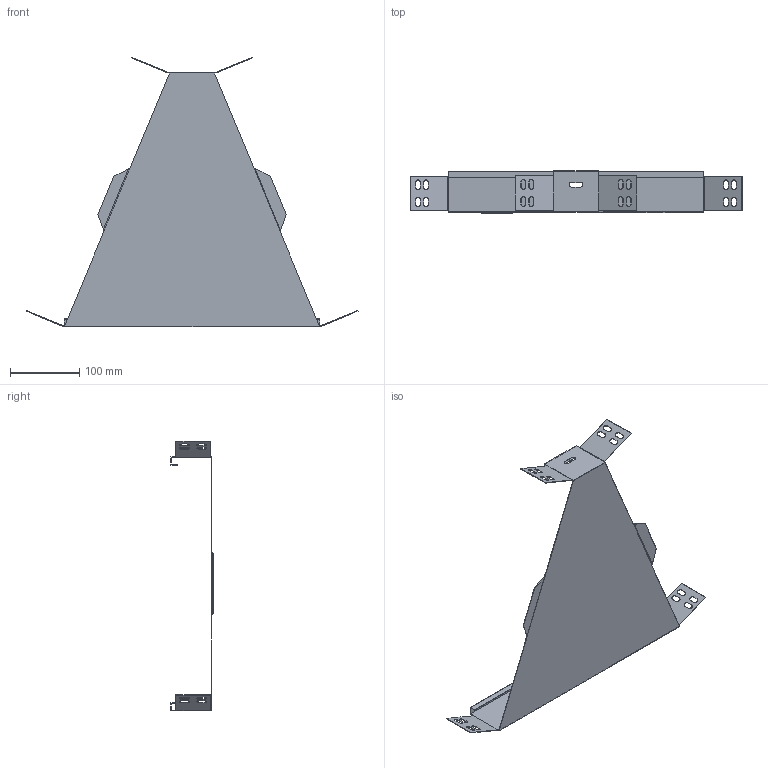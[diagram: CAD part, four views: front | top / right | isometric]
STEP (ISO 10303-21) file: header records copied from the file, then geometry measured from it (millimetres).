
FILE_DESCRIPTION (( 'STEP AP214' ), '1' );
FILE_NAME ('6043688.stp', '2018-10-02T13:12:08', ( '' ), ( '' ), 'SwSTEP 2.0', 'SolidWorks 2018', '' );
FILE_SCHEMA (( 'AUTOMOTIVE_DESIGN' ));
Length unit declared in the file: millimetre
Products named in the file (1): 6043688
Bounding box: 480.84 x 60.9 x 390.55 mm (x, y, z)
Volume: 89035.2 mm3; surface area: 256292.9 mm2
Topology: 1 solids, 1 shells, 183 faces, 512 edges, 331 vertices
Faces by surface type: plane 126, cylinder 45, bspline 12
Entity records: 6211 total; most frequent: CARTESIAN_POINT 1506, ORIENTED_EDGE 1024, DIRECTION 873, EDGE_CURVE 512, VECTOR 349, LINE 349, VERTEX_POINT 331, AXIS2_PLACEMENT_3D 262
